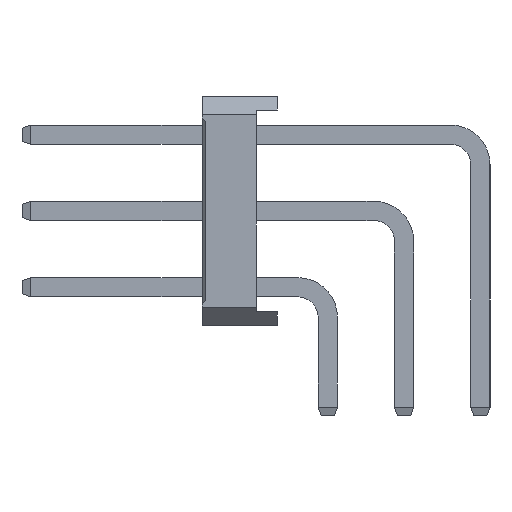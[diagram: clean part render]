
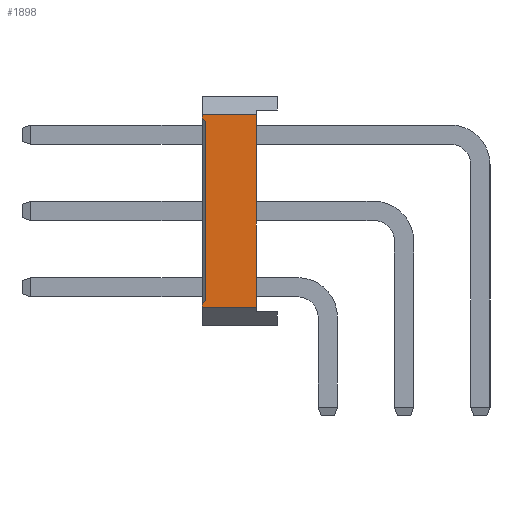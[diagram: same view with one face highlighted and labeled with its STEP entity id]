
A CAD part, left-side view. The second image highlights one B-rep face of the part: STEP entity #1898.
In plain terms, the highlighted planar face has unit normal (-1, 0, 0).
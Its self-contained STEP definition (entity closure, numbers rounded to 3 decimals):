
#1898=ADVANCED_FACE('',(#20867),#20869,.T.);
#20867=FACE_BOUND('',#20868,.T.);
#20868=EDGE_LOOP('',(#36287,#36288,#36289,#36290,#36291,#36292,#36293,#36294));
#20869=PLANE('',#20870);
#20870=AXIS2_PLACEMENT_3D('',#20871,#20872,#20873);
#20871=CARTESIAN_POINT('',(-1.27,1.68,0.6));
#20872=DIRECTION('',(-1.,0.,0.));
#20873=DIRECTION('',(0.,0.,1.));
#36287=ORIENTED_EDGE('',*,*,#46212,.F.);
#36288=ORIENTED_EDGE('',*,*,#46213,.T.);
#36289=ORIENTED_EDGE('',*,*,#46214,.F.);
#36290=ORIENTED_EDGE('',*,*,#45105,.F.);
#36291=ORIENTED_EDGE('',*,*,#46215,.F.);
#36292=ORIENTED_EDGE('',*,*,#44558,.T.);
#36293=ORIENTED_EDGE('',*,*,#46211,.T.);
#36294=ORIENTED_EDGE('',*,*,#45109,.F.);
#44558=EDGE_CURVE('',#49728,#49726,#49729,.T.);
#45105=EDGE_CURVE('',#50820,#50822,#50823,.T.);
#45109=EDGE_CURVE('',#50828,#50830,#50831,.T.);
#46211=EDGE_CURVE('',#49726,#50830,#52829,.T.);
#46212=EDGE_CURVE('',#52830,#50828,#52831,.F.);
#46213=EDGE_CURVE('',#52830,#52832,#52833,.T.);
#46214=EDGE_CURVE('',#50822,#52832,#52834,.F.);
#46215=EDGE_CURVE('',#49728,#50820,#52835,.T.);
#49726=VERTEX_POINT('',#58132);
#49728=VERTEX_POINT('',#58136);
#49729=LINE('',#58137,#58138);
#50820=VERTEX_POINT('',#60320);
#50822=VERTEX_POINT('',#60324);
#50823=LINE('',#60325,#60326);
#50828=VERTEX_POINT('',#60336);
#50830=VERTEX_POINT('',#60340);
#50831=LINE('',#60341,#60342);
#52829=LINE('',#64643,#64644);
#52830=VERTEX_POINT('',#64646);
#52831=LINE('',#64647,#64648);
#52832=VERTEX_POINT('',#64650);
#52833=LINE('',#64651,#64652);
#52834=LINE('',#64654,#64655);
#52835=LINE('',#64657,#64658);
#58132=CARTESIAN_POINT('',(-1.27,2.38,7.02));
#58136=CARTESIAN_POINT('',(-1.27,2.38,0.6));
#58137=CARTESIAN_POINT('',(-1.27,2.38,0.6));
#58138=VECTOR('',#58139,1.);
#58139=DIRECTION('',(0.,0.,1.));
#60320=CARTESIAN_POINT('',(-1.27,4.18,0.6));
#60324=CARTESIAN_POINT('',(-1.27,4.18,0.72));
#60325=CARTESIAN_POINT('',(-1.27,4.18,0.6));
#60326=VECTOR('',#60327,1.);
#60327=DIRECTION('',(0.,0.,1.));
#60336=CARTESIAN_POINT('',(-1.27,4.18,6.9));
#60340=CARTESIAN_POINT('',(-1.27,4.18,7.02));
#60341=CARTESIAN_POINT('',(-1.27,4.18,6.9));
#60342=VECTOR('',#60343,1.);
#60343=DIRECTION('',(0.,0.,1.));
#64643=CARTESIAN_POINT('',(-1.27,2.38,7.02));
#64644=VECTOR('',#64645,1.);
#64645=DIRECTION('',(0.,1.,0.));
#64646=CARTESIAN_POINT('',(-1.27,4.08,6.8));
#64647=CARTESIAN_POINT('',(-1.27,4.18,6.9));
#64648=VECTOR('',#64649,1.);
#64649=DIRECTION('',(0.,-0.707,-0.707));
#64650=CARTESIAN_POINT('',(-1.27,4.08,0.82));
#64651=CARTESIAN_POINT('',(-1.27,4.08,6.8));
#64652=VECTOR('',#64653,1.);
#64653=DIRECTION('',(0.,0.,-1.));
#64654=CARTESIAN_POINT('',(-1.27,4.08,0.82));
#64655=VECTOR('',#64656,1.);
#64656=DIRECTION('',(0.,0.707,-0.707));
#64657=CARTESIAN_POINT('',(-1.27,2.38,0.6));
#64658=VECTOR('',#64659,1.);
#64659=DIRECTION('',(0.,1.,0.));
